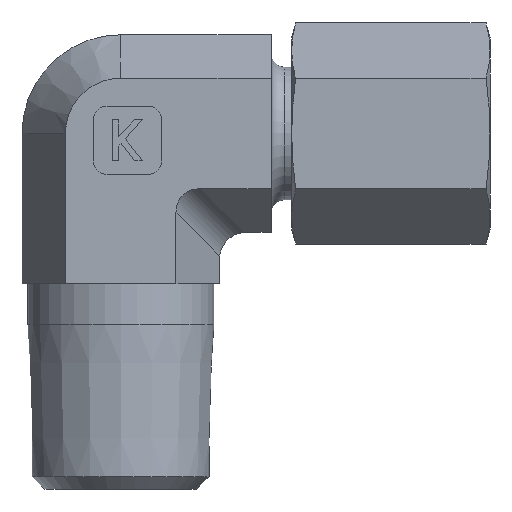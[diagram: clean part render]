
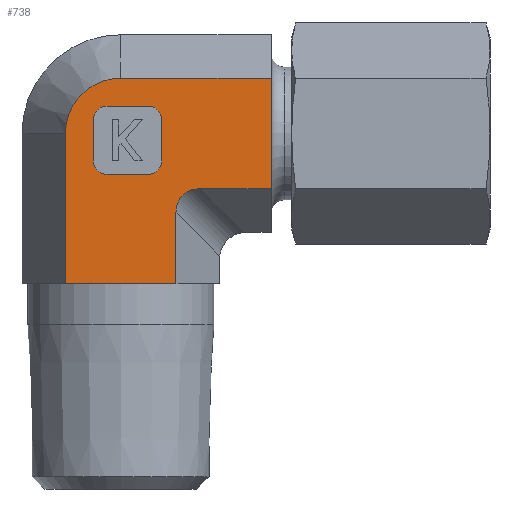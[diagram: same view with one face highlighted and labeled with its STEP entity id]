
A CAD part, left-side view. The second image highlights one B-rep face of the part: STEP entity #738.
In plain terms, the highlighted planar face has unit normal (-1, 0, 0).
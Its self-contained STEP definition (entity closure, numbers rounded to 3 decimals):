
#508=CARTESIAN_POINT('',(-26.485,5.502,1.));
#509=VERTEX_POINT('',#508);
#516=CARTESIAN_POINT('',(-26.485,13.585,1.));
#517=VERTEX_POINT('',#516);
#518=CARTESIAN_POINT('',(-26.485,13.585,1.));
#519=DIRECTION('',(0.0,-1.0,0.0));
#520=VECTOR('',#519,8.083);
#521=LINE('',#518,#520);
#522=EDGE_CURVE('',#517,#509,#521,.T.);
#586=CARTESIAN_POINT('',(-26.485,13.585,12.));
#587=VERTEX_POINT('',#586);
#588=CARTESIAN_POINT('',(-26.485,13.585,1.));
#589=DIRECTION('',(0.0,0.0,1.0));
#590=VECTOR('',#589,11.0);
#591=LINE('',#588,#590);
#592=EDGE_CURVE('',#517,#587,#591,.T.);
#611=CARTESIAN_POINT('',(-26.485,5.502,0.0));
#612=DIRECTION('',(-1.0,0.0,0.0));
#613=DIRECTION('',(0.0,0.0,1.0));
#614=AXIS2_PLACEMENT_3D('',#611,#612,#613);
#615=PLANE('',#614);
#616=ORIENTED_EDGE('',*,*,#522,.T.);
#617=CARTESIAN_POINT('',(-26.485,5.502,6.226));
#618=VERTEX_POINT('',#617);
#619=CARTESIAN_POINT('',(-26.485,5.502,1.));
#620=DIRECTION('',(0.0,0.0,1.0));
#621=VECTOR('',#620,5.226);
#622=LINE('',#619,#621);
#623=EDGE_CURVE('',#509,#618,#622,.T.);
#624=ORIENTED_EDGE('',*,*,#623,.T.);
#625=CARTESIAN_POINT('',(-26.485,3.77,7.959));
#626=VERTEX_POINT('',#625);
#627=CARTESIAN_POINT('',(-26.485,3.193,5.649));
#628=DIRECTION('',(-1.0,0.0,0.0));
#629=DIRECTION('',(0.0,0.707,0.707));
#630=AXIS2_PLACEMENT_3D('',#627,#628,#629);
#631=ELLIPSE('',#630,2.582,2.0);
#632=EDGE_CURVE('',#626,#618,#631,.T.);
#633=ORIENTED_EDGE('',*,*,#632,.F.);
#634=CARTESIAN_POINT('',(-26.485,-1.456,7.959));
#635=VERTEX_POINT('',#634);
#636=CARTESIAN_POINT('',(-26.485,3.77,7.959));
#637=DIRECTION('',(0.0,-1.0,0.0));
#638=VECTOR('',#637,5.226);
#639=LINE('',#636,#638);
#640=EDGE_CURVE('',#626,#635,#639,.T.);
#641=ORIENTED_EDGE('',*,*,#640,.T.);
#642=CARTESIAN_POINT('',(-26.485,-1.456,16.041));
#643=VERTEX_POINT('',#642);
#644=CARTESIAN_POINT('',(-26.485,-1.456,7.959));
#645=DIRECTION('',(0.0,0.0,1.0));
#646=VECTOR('',#645,8.083);
#647=LINE('',#644,#646);
#648=EDGE_CURVE('',#635,#643,#647,.T.);
#649=ORIENTED_EDGE('',*,*,#648,.T.);
#650=CARTESIAN_POINT('',(-26.485,9.544,16.041));
#651=VERTEX_POINT('',#650);
#652=CARTESIAN_POINT('',(-26.485,9.544,16.041));
#653=DIRECTION('',(0.0,-1.0,0.0));
#654=VECTOR('',#653,11.0);
#655=LINE('',#652,#654);
#656=EDGE_CURVE('',#651,#643,#655,.T.);
#657=ORIENTED_EDGE('',*,*,#656,.F.);
#658=CARTESIAN_POINT('',(-26.485,9.544,12.));
#659=DIRECTION('',(-1.0,0.0,0.0));
#660=DIRECTION('',(0.0,0.0,1.0));
#661=AXIS2_PLACEMENT_3D('',#658,#659,#660);
#662=CIRCLE('',#661,4.041);
#663=EDGE_CURVE('',#651,#587,#662,.T.);
#664=ORIENTED_EDGE('',*,*,#663,.T.);
#665=ORIENTED_EDGE('',*,*,#592,.F.);
#666=EDGE_LOOP('',(#616,#624,#633,#641,#649,#657,#664,#665));
#667=FACE_OUTER_BOUND('',#666,.T.);
#668=CARTESIAN_POINT('',(-26.485,7.544,9.));
#669=VERTEX_POINT('',#668);
#670=CARTESIAN_POINT('',(-26.485,10.544,9.));
#671=VERTEX_POINT('',#670);
#672=CARTESIAN_POINT('',(-26.485,7.544,9.));
#673=DIRECTION('',(0.0,1.0,0.0));
#674=VECTOR('',#673,3.);
#675=LINE('',#672,#674);
#676=EDGE_CURVE('',#669,#671,#675,.T.);
#677=ORIENTED_EDGE('',*,*,#676,.T.);
#678=CARTESIAN_POINT('',(-26.485,11.544,10.));
#679=VERTEX_POINT('',#678);
#680=CARTESIAN_POINT('',(-26.485,10.544,10.));
#681=DIRECTION('',(-1.0,0.0,0.0));
#682=DIRECTION('',(0.0,0.707,-0.707));
#683=AXIS2_PLACEMENT_3D('',#680,#681,#682);
#684=CIRCLE('',#683,1.0);
#685=EDGE_CURVE('',#679,#671,#684,.T.);
#686=ORIENTED_EDGE('',*,*,#685,.F.);
#687=CARTESIAN_POINT('',(-26.485,11.544,13.));
#688=VERTEX_POINT('',#687);
#689=CARTESIAN_POINT('',(-26.485,11.544,10.));
#690=DIRECTION('',(0.0,0.0,1.0));
#691=VECTOR('',#690,3.);
#692=LINE('',#689,#691);
#693=EDGE_CURVE('',#679,#688,#692,.T.);
#694=ORIENTED_EDGE('',*,*,#693,.T.);
#695=CARTESIAN_POINT('',(-26.485,10.544,14.));
#696=VERTEX_POINT('',#695);
#697=CARTESIAN_POINT('',(-26.485,10.544,13.));
#698=DIRECTION('',(-1.0,0.0,0.0));
#699=DIRECTION('',(0.0,0.707,0.707));
#700=AXIS2_PLACEMENT_3D('',#697,#698,#699);
#701=CIRCLE('',#700,1.0);
#702=EDGE_CURVE('',#696,#688,#701,.T.);
#703=ORIENTED_EDGE('',*,*,#702,.F.);
#704=CARTESIAN_POINT('',(-26.485,7.544,14.));
#705=VERTEX_POINT('',#704);
#706=CARTESIAN_POINT('',(-26.485,10.544,14.));
#707=DIRECTION('',(0.0,-1.0,0.0));
#708=VECTOR('',#707,3.0);
#709=LINE('',#706,#708);
#710=EDGE_CURVE('',#696,#705,#709,.T.);
#711=ORIENTED_EDGE('',*,*,#710,.T.);
#712=CARTESIAN_POINT('',(-26.485,6.544,13.));
#713=VERTEX_POINT('',#712);
#714=CARTESIAN_POINT('',(-26.485,7.544,13.));
#715=DIRECTION('',(-1.0,0.0,0.0));
#716=DIRECTION('',(0.0,-0.707,0.707));
#717=AXIS2_PLACEMENT_3D('',#714,#715,#716);
#718=CIRCLE('',#717,1.0);
#719=EDGE_CURVE('',#713,#705,#718,.T.);
#720=ORIENTED_EDGE('',*,*,#719,.F.);
#721=CARTESIAN_POINT('',(-26.485,6.544,10.));
#722=VERTEX_POINT('',#721);
#723=CARTESIAN_POINT('',(-26.485,6.544,13.));
#724=DIRECTION('',(0.0,0.0,-1.0));
#725=VECTOR('',#724,3.0);
#726=LINE('',#723,#725);
#727=EDGE_CURVE('',#713,#722,#726,.T.);
#728=ORIENTED_EDGE('',*,*,#727,.T.);
#729=CARTESIAN_POINT('',(-26.485,7.544,10.));
#730=DIRECTION('',(-1.0,0.0,0.0));
#731=DIRECTION('',(0.0,-0.707,-0.707));
#732=AXIS2_PLACEMENT_3D('',#729,#730,#731);
#733=CIRCLE('',#732,1.0);
#734=EDGE_CURVE('',#669,#722,#733,.T.);
#735=ORIENTED_EDGE('',*,*,#734,.F.);
#736=EDGE_LOOP('',(#677,#686,#694,#703,#711,#720,#728,#735));
#737=FACE_BOUND('',#736,.T.);
#738=ADVANCED_FACE('',(#667,#737),#615,.T.);
